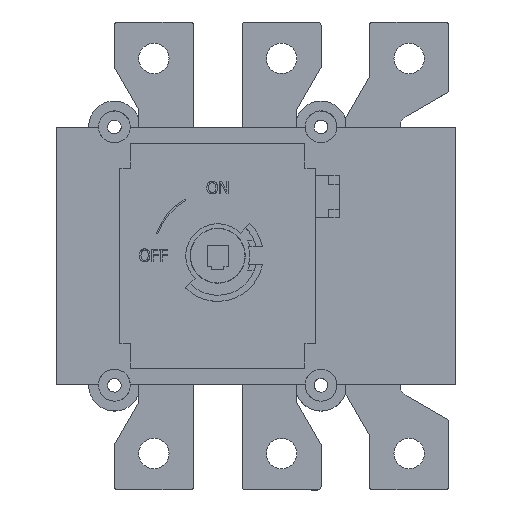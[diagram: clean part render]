
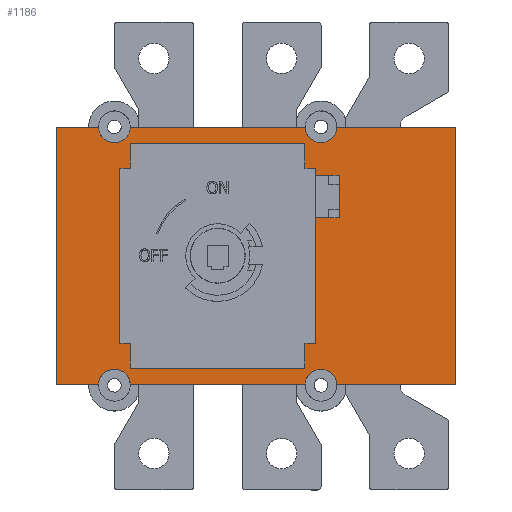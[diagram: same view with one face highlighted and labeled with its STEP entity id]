
A CAD part, top view. The second image highlights one B-rep face of the part: STEP entity #1186.
In plain terms, the highlighted planar face has unit normal (0, 0, 1).
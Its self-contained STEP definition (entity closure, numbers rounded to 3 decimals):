
#83=CARTESIAN_POINT('',(-59.0,-42.2,26.75));
#84=VERTEX_POINT('',#83);
#91=CARTESIAN_POINT('',(-59.0,42.2,26.75));
#92=VERTEX_POINT('',#91);
#93=CARTESIAN_POINT('',(-59.,42.2,26.75));
#94=DIRECTION('',(0.0,-1.0,0.0));
#95=VECTOR('',#94,84.4);
#96=LINE('',#93,#95);
#97=EDGE_CURVE('',#92,#84,#96,.T.);
#138=CARTESIAN_POINT('',(-45.241,-42.2,26.75));
#139=VERTEX_POINT('',#138);
#146=CARTESIAN_POINT('',(-45.241,-42.2,26.75));
#147=DIRECTION('',(-1.0,0.0,0.0));
#148=VECTOR('',#147,13.759);
#149=LINE('',#146,#148);
#150=EDGE_CURVE('',#139,#84,#149,.T.);
#324=CARTESIAN_POINT('',(-45.241,42.2,26.75));
#325=VERTEX_POINT('',#324);
#326=CARTESIAN_POINT('',(-59.0,42.2,26.75));
#327=DIRECTION('',(1.0,0.0,0.0));
#328=VECTOR('',#327,13.759);
#329=LINE('',#326,#328);
#330=EDGE_CURVE('',#92,#325,#329,.T.);
#497=CARTESIAN_POINT('',(22.759,42.2,26.75));
#498=VERTEX_POINT('',#497);
#505=CARTESIAN_POINT('',(33.241,42.2,26.75));
#506=VERTEX_POINT('',#505);
#507=CARTESIAN_POINT('',(28.,42.5,26.75));
#508=DIRECTION('',(0.0,0.0,-1.0));
#509=DIRECTION('',(-1.0,0.0,0.0));
#510=AXIS2_PLACEMENT_3D('',#507,#508,#509);
#511=CIRCLE('',#510,5.25);
#512=EDGE_CURVE('',#506,#498,#511,.T.);
#537=CARTESIAN_POINT('',(-34.759,-42.2,26.75));
#538=VERTEX_POINT('',#537);
#545=CARTESIAN_POINT('',(-40.0,-42.5,26.75));
#546=DIRECTION('',(0.0,0.0,-1.0));
#547=DIRECTION('',(-1.0,0.0,0.0));
#548=AXIS2_PLACEMENT_3D('',#545,#546,#547);
#549=CIRCLE('',#548,5.25);
#550=EDGE_CURVE('',#139,#538,#549,.T.);
#583=CARTESIAN_POINT('',(33.241,-42.2,26.75));
#584=VERTEX_POINT('',#583);
#591=CARTESIAN_POINT('',(22.759,-42.2,26.75));
#592=VERTEX_POINT('',#591);
#593=CARTESIAN_POINT('',(28.,-42.5,26.75));
#594=DIRECTION('',(0.0,0.0,-1.0));
#595=DIRECTION('',(-1.0,0.0,0.0));
#596=AXIS2_PLACEMENT_3D('',#593,#594,#595);
#597=CIRCLE('',#596,5.25);
#598=EDGE_CURVE('',#592,#584,#597,.T.);
#870=CARTESIAN_POINT('',(-34.759,42.2,26.75));
#871=VERTEX_POINT('',#870);
#872=CARTESIAN_POINT('',(-40.0,42.5,26.75));
#873=DIRECTION('',(0.0,0.0,-1.0));
#874=DIRECTION('',(-1.0,0.0,0.0));
#875=AXIS2_PLACEMENT_3D('',#872,#873,#874);
#876=CIRCLE('',#875,5.25);
#877=EDGE_CURVE('',#871,#325,#876,.T.);
#1008=CARTESIAN_POINT('',(0.717,0.,26.75));
#1009=DIRECTION('',(0.0,0.0,1.0));
#1010=DIRECTION('',(1.0,0.0,0.0));
#1011=AXIS2_PLACEMENT_3D('',#1008,#1009,#1010);
#1012=PLANE('',#1011);
#1013=ORIENTED_EDGE('',*,*,#97,.T.);
#1014=ORIENTED_EDGE('',*,*,#150,.F.);
#1015=ORIENTED_EDGE('',*,*,#550,.T.);
#1016=CARTESIAN_POINT('',(22.759,-42.2,26.75));
#1017=DIRECTION('',(-1.0,0.0,0.0));
#1018=VECTOR('',#1017,57.517);
#1019=LINE('',#1016,#1018);
#1020=EDGE_CURVE('',#592,#538,#1019,.T.);
#1021=ORIENTED_EDGE('',*,*,#1020,.F.);
#1022=ORIENTED_EDGE('',*,*,#598,.T.);
#1023=CARTESIAN_POINT('',(72.2,-42.2,26.75));
#1024=VERTEX_POINT('',#1023);
#1025=CARTESIAN_POINT('',(72.2,-42.2,26.75));
#1026=DIRECTION('',(-1.0,0.0,0.0));
#1027=VECTOR('',#1026,38.959);
#1028=LINE('',#1025,#1027);
#1029=EDGE_CURVE('',#1024,#584,#1028,.T.);
#1030=ORIENTED_EDGE('',*,*,#1029,.F.);
#1031=CARTESIAN_POINT('',(72.2,42.2,26.75));
#1032=VERTEX_POINT('',#1031);
#1033=CARTESIAN_POINT('',(72.2,42.2,26.75));
#1034=DIRECTION('',(0.0,-1.0,0.0));
#1035=VECTOR('',#1034,84.4);
#1036=LINE('',#1033,#1035);
#1037=EDGE_CURVE('',#1032,#1024,#1036,.T.);
#1038=ORIENTED_EDGE('',*,*,#1037,.F.);
#1039=CARTESIAN_POINT('',(33.241,42.2,26.75));
#1040=DIRECTION('',(1.0,0.0,0.0));
#1041=VECTOR('',#1040,38.959);
#1042=LINE('',#1039,#1041);
#1043=EDGE_CURVE('',#506,#1032,#1042,.T.);
#1044=ORIENTED_EDGE('',*,*,#1043,.F.);
#1045=ORIENTED_EDGE('',*,*,#512,.T.);
#1046=CARTESIAN_POINT('',(-34.759,42.2,26.75));
#1047=DIRECTION('',(1.0,0.0,0.0));
#1048=VECTOR('',#1047,57.517);
#1049=LINE('',#1046,#1048);
#1050=EDGE_CURVE('',#871,#498,#1049,.T.);
#1051=ORIENTED_EDGE('',*,*,#1050,.F.);
#1052=ORIENTED_EDGE('',*,*,#877,.T.);
#1053=ORIENTED_EDGE('',*,*,#330,.F.);
#1054=EDGE_LOOP('',(#1013,#1014,#1015,#1021,#1022,#1030,#1038,#1044,#1045,#1051,#1052,#1053));
#1055=FACE_OUTER_BOUND('',#1054,.T.);
#1056=CARTESIAN_POINT('',(26.2,26.5,26.75));
#1057=VERTEX_POINT('',#1056);
#1058=CARTESIAN_POINT('',(34.0,26.5,26.75));
#1059=VERTEX_POINT('',#1058);
#1060=CARTESIAN_POINT('',(26.2,26.5,26.75));
#1061=DIRECTION('',(1.0,0.0,0.0));
#1062=VECTOR('',#1061,7.8);
#1063=LINE('',#1060,#1062);
#1064=EDGE_CURVE('',#1057,#1059,#1063,.T.);
#1065=ORIENTED_EDGE('',*,*,#1064,.T.);
#1066=CARTESIAN_POINT('',(34.0,12.5,26.75));
#1067=VERTEX_POINT('',#1066);
#1068=CARTESIAN_POINT('',(34.,26.5,26.75));
#1069=DIRECTION('',(0.0,-1.0,0.0));
#1070=VECTOR('',#1069,14.);
#1071=LINE('',#1068,#1070);
#1072=EDGE_CURVE('',#1059,#1067,#1071,.T.);
#1073=ORIENTED_EDGE('',*,*,#1072,.T.);
#1074=CARTESIAN_POINT('',(26.2,12.5,26.75));
#1075=VERTEX_POINT('',#1074);
#1076=CARTESIAN_POINT('',(34.0,12.5,26.75));
#1077=DIRECTION('',(-1.0,0.0,0.0));
#1078=VECTOR('',#1077,7.8);
#1079=LINE('',#1076,#1078);
#1080=EDGE_CURVE('',#1067,#1075,#1079,.T.);
#1081=ORIENTED_EDGE('',*,*,#1080,.T.);
#1082=CARTESIAN_POINT('',(26.2,-28.8,26.75));
#1083=VERTEX_POINT('',#1082);
#1084=CARTESIAN_POINT('',(26.2,12.5,26.75));
#1085=DIRECTION('',(0.0,-1.0,0.0));
#1086=VECTOR('',#1085,41.3);
#1087=LINE('',#1084,#1086);
#1088=EDGE_CURVE('',#1075,#1083,#1087,.T.);
#1089=ORIENTED_EDGE('',*,*,#1088,.T.);
#1090=CARTESIAN_POINT('',(22.7,-28.8,26.75));
#1091=VERTEX_POINT('',#1090);
#1092=CARTESIAN_POINT('',(26.2,-28.8,26.75));
#1093=DIRECTION('',(-1.0,0.0,0.0));
#1094=VECTOR('',#1093,3.5);
#1095=LINE('',#1092,#1094);
#1096=EDGE_CURVE('',#1083,#1091,#1095,.T.);
#1097=ORIENTED_EDGE('',*,*,#1096,.T.);
#1098=CARTESIAN_POINT('',(22.7,-37.,26.75));
#1099=VERTEX_POINT('',#1098);
#1100=CARTESIAN_POINT('',(22.7,-28.8,26.75));
#1101=DIRECTION('',(0.0,-1.0,0.0));
#1102=VECTOR('',#1101,8.2);
#1103=LINE('',#1100,#1102);
#1104=EDGE_CURVE('',#1091,#1099,#1103,.T.);
#1105=ORIENTED_EDGE('',*,*,#1104,.T.);
#1106=CARTESIAN_POINT('',(-34.7,-37.,26.75));
#1107=VERTEX_POINT('',#1106);
#1108=CARTESIAN_POINT('',(22.7,-37.,26.75));
#1109=DIRECTION('',(-1.0,0.0,0.0));
#1110=VECTOR('',#1109,57.4);
#1111=LINE('',#1108,#1110);
#1112=EDGE_CURVE('',#1099,#1107,#1111,.T.);
#1113=ORIENTED_EDGE('',*,*,#1112,.T.);
#1114=CARTESIAN_POINT('',(-34.7,-28.8,26.75));
#1115=VERTEX_POINT('',#1114);
#1116=CARTESIAN_POINT('',(-34.7,-37.,26.75));
#1117=DIRECTION('',(0.0,1.0,0.0));
#1118=VECTOR('',#1117,8.2);
#1119=LINE('',#1116,#1118);
#1120=EDGE_CURVE('',#1107,#1115,#1119,.T.);
#1121=ORIENTED_EDGE('',*,*,#1120,.T.);
#1122=CARTESIAN_POINT('',(-38.2,-28.8,26.75));
#1123=VERTEX_POINT('',#1122);
#1124=CARTESIAN_POINT('',(-34.7,-28.8,26.75));
#1125=DIRECTION('',(-1.0,0.0,0.0));
#1126=VECTOR('',#1125,3.5);
#1127=LINE('',#1124,#1126);
#1128=EDGE_CURVE('',#1115,#1123,#1127,.T.);
#1129=ORIENTED_EDGE('',*,*,#1128,.T.);
#1130=CARTESIAN_POINT('',(-38.2,28.8,26.75));
#1131=VERTEX_POINT('',#1130);
#1132=CARTESIAN_POINT('',(-38.2,-28.8,26.75));
#1133=DIRECTION('',(0.0,1.0,0.0));
#1134=VECTOR('',#1133,57.6);
#1135=LINE('',#1132,#1134);
#1136=EDGE_CURVE('',#1123,#1131,#1135,.T.);
#1137=ORIENTED_EDGE('',*,*,#1136,.T.);
#1138=CARTESIAN_POINT('',(-34.7,28.8,26.75));
#1139=VERTEX_POINT('',#1138);
#1140=CARTESIAN_POINT('',(-38.2,28.8,26.75));
#1141=DIRECTION('',(1.0,0.0,0.0));
#1142=VECTOR('',#1141,3.5);
#1143=LINE('',#1140,#1142);
#1144=EDGE_CURVE('',#1131,#1139,#1143,.T.);
#1145=ORIENTED_EDGE('',*,*,#1144,.T.);
#1146=CARTESIAN_POINT('',(-34.7,37.,26.75));
#1147=VERTEX_POINT('',#1146);
#1148=CARTESIAN_POINT('',(-34.7,28.8,26.75));
#1149=DIRECTION('',(0.0,1.0,0.0));
#1150=VECTOR('',#1149,8.2);
#1151=LINE('',#1148,#1150);
#1152=EDGE_CURVE('',#1139,#1147,#1151,.T.);
#1153=ORIENTED_EDGE('',*,*,#1152,.T.);
#1154=CARTESIAN_POINT('',(22.7,37.,26.75));
#1155=VERTEX_POINT('',#1154);
#1156=CARTESIAN_POINT('',(-34.7,37.,26.75));
#1157=DIRECTION('',(1.0,0.0,0.0));
#1158=VECTOR('',#1157,57.4);
#1159=LINE('',#1156,#1158);
#1160=EDGE_CURVE('',#1147,#1155,#1159,.T.);
#1161=ORIENTED_EDGE('',*,*,#1160,.T.);
#1162=CARTESIAN_POINT('',(22.7,28.8,26.75));
#1163=VERTEX_POINT('',#1162);
#1164=CARTESIAN_POINT('',(22.7,37.,26.75));
#1165=DIRECTION('',(0.0,-1.0,0.0));
#1166=VECTOR('',#1165,8.2);
#1167=LINE('',#1164,#1166);
#1168=EDGE_CURVE('',#1155,#1163,#1167,.T.);
#1169=ORIENTED_EDGE('',*,*,#1168,.T.);
#1170=CARTESIAN_POINT('',(26.2,28.8,26.75));
#1171=VERTEX_POINT('',#1170);
#1172=CARTESIAN_POINT('',(22.7,28.8,26.75));
#1173=DIRECTION('',(1.0,0.0,0.0));
#1174=VECTOR('',#1173,3.5);
#1175=LINE('',#1172,#1174);
#1176=EDGE_CURVE('',#1163,#1171,#1175,.T.);
#1177=ORIENTED_EDGE('',*,*,#1176,.T.);
#1178=CARTESIAN_POINT('',(26.2,28.8,26.75));
#1179=DIRECTION('',(0.0,-1.0,0.0));
#1180=VECTOR('',#1179,2.3);
#1181=LINE('',#1178,#1180);
#1182=EDGE_CURVE('',#1171,#1057,#1181,.T.);
#1183=ORIENTED_EDGE('',*,*,#1182,.T.);
#1184=EDGE_LOOP('',(#1065,#1073,#1081,#1089,#1097,#1105,#1113,#1121,#1129,#1137,#1145,#1153,#1161,#1169,#1177,#1183));
#1185=FACE_BOUND('',#1184,.T.);
#1186=ADVANCED_FACE('',(#1055,#1185),#1012,.T.);
